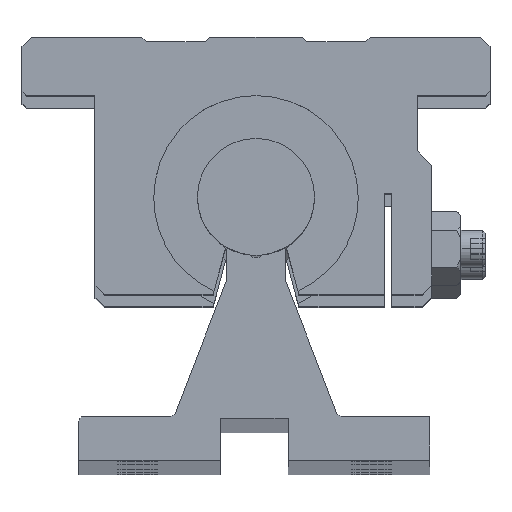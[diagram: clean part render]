
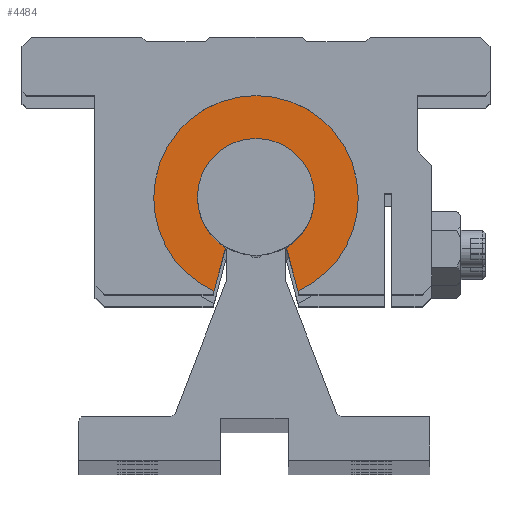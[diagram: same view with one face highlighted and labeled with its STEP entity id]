
A CAD part, top view. The second image highlights one B-rep face of the part: STEP entity #4484.
In plain terms, the highlighted planar face has unit normal (0, 0, 1).
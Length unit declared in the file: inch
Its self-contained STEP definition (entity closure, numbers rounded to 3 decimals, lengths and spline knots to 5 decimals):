
#63 = ORIENTED_EDGE ( 'NONE', *, *, #205, .T. ) ;
#68 = DIRECTION ( 'NONE',  ( 0., 0., 1. ) ) ;
#167 = AXIS2_PLACEMENT_3D ( 'NONE', #4454, #820, #2080 ) ;
#205 = EDGE_CURVE ( 'NONE', #2067, #1151, #1732, .T. ) ;
#509 = AXIS2_PLACEMENT_3D ( 'NONE', #1120, #2726, #2326 ) ;
#535 = CARTESIAN_POINT ( 'NONE',  ( -0.43701, 0., -0.15 ) ) ;
#557 = LINE ( 'NONE', #1763, #2931 ) ;
#719 = CARTESIAN_POINT ( 'NONE',  ( -0.17955, -0.39842, -0.15 ) ) ;
#763 = CIRCLE ( 'NONE', #167, 0.43701 ) ;
#820 = DIRECTION ( 'NONE',  ( 0., 0., 1. ) ) ;
#882 = EDGE_CURVE ( 'NONE', #1818, #2252, #2901, .T. ) ;
#894 = ORIENTED_EDGE ( 'NONE', *, *, #882, .T. ) ;
#919 = DIRECTION ( 'NONE',  ( 0.259, -0.966, 0. ) ) ;
#1007 = ORIENTED_EDGE ( 'NONE', *, *, #4600, .T. ) ;
#1056 = DIRECTION ( 'NONE',  ( 1., 0., 0. ) ) ;
#1092 = AXIS2_PLACEMENT_3D ( 'NONE', #4517, #2947, #3734 ) ;
#1120 = CARTESIAN_POINT ( 'NONE',  ( 0., 0., -0.15 ) ) ;
#1151 = VERTEX_POINT ( 'NONE', #5139 ) ;
#1339 = DIRECTION ( 'NONE',  ( 0.259, 0.966, 0. ) ) ;
#1373 = DIRECTION ( 'NONE',  ( 1., 0., 0. ) ) ;
#1479 = CARTESIAN_POINT ( 'NONE',  ( 0.12997, -0.21356, -0.15 ) ) ;
#1503 = VERTEX_POINT ( 'NONE', #1846 ) ;
#1569 = CARTESIAN_POINT ( 'NONE',  ( 0.43701, 0., -0.15 ) ) ;
#1602 = DIRECTION ( 'NONE',  ( 1., 0., 0. ) ) ;
#1660 = CARTESIAN_POINT ( 'NONE',  ( 0.17955, -0.39842, -0.15 ) ) ;
#1714 = EDGE_CURVE ( 'NONE', #2000, #2067, #4516, .T. ) ;
#1732 = CIRCLE ( 'NONE', #4292, 0.25 ) ;
#1763 = CARTESIAN_POINT ( 'NONE',  ( 0.12997, -0.21356, -0.15 ) ) ;
#1818 = VERTEX_POINT ( 'NONE', #1660 ) ;
#1846 = CARTESIAN_POINT ( 'NONE',  ( 0.25, 0., -0.15 ) ) ;
#2000 = VERTEX_POINT ( 'NONE', #719 ) ;
#2067 = VERTEX_POINT ( 'NONE', #2178 ) ;
#2080 = DIRECTION ( 'NONE',  ( 1., 0., 0. ) ) ;
#2103 = CIRCLE ( 'NONE', #509, 0.25 ) ;
#2178 = CARTESIAN_POINT ( 'NONE',  ( -0.12997, -0.21356, -0.15 ) ) ;
#2252 = VERTEX_POINT ( 'NONE', #1569 ) ;
#2326 = DIRECTION ( 'NONE',  ( 1., 0., 0. ) ) ;
#2432 = CIRCLE ( 'NONE', #1092, 0.43701 ) ;
#2697 = PLANE ( 'NONE',  #3462 ) ;
#2726 = DIRECTION ( 'NONE',  ( 0., 0., -1. ) ) ;
#2877 = CIRCLE ( 'NONE', #5109, 0.25 ) ;
#2901 = CIRCLE ( 'NONE', #5142, 0.43701 ) ;
#2931 = VECTOR ( 'NONE', #919, 39.37008 ) ;
#2947 = DIRECTION ( 'NONE',  ( 0., 0., 1. ) ) ;
#3159 = DIRECTION ( 'NONE',  ( 0., 0., -1. ) ) ;
#3462 = AXIS2_PLACEMENT_3D ( 'NONE', #4327, #5136, #1056 ) ;
#3477 = ORIENTED_EDGE ( 'NONE', *, *, #4724, .T. ) ;
#3611 = EDGE_LOOP ( 'NONE', ( #894, #3477, #1007, #5094, #63, #4011, #3717, #5033 ) ) ;
#3682 = CARTESIAN_POINT ( 'NONE',  ( 0., 0., -0.15 ) ) ;
#3717 = ORIENTED_EDGE ( 'NONE', *, *, #4548, .T. ) ;
#3734 = DIRECTION ( 'NONE',  ( 1., 0., 0. ) ) ;
#3783 = CARTESIAN_POINT ( 'NONE',  ( -0.17955, -0.39842, -0.15 ) ) ;
#3866 = VERTEX_POINT ( 'NONE', #1479 ) ;
#4011 = ORIENTED_EDGE ( 'NONE', *, *, #4051, .T. ) ;
#4051 = EDGE_CURVE ( 'NONE', #1151, #1503, #2877, .T. ) ;
#4116 = DIRECTION ( 'NONE',  ( 1., 0., 0. ) ) ;
#4292 = AXIS2_PLACEMENT_3D ( 'NONE', #5257, #3159, #1602 ) ;
#4327 = CARTESIAN_POINT ( 'NONE',  ( -0.44225, -0.40344, -0.15 ) ) ;
#4447 = DIRECTION ( 'NONE',  ( 0., 0., -1. ) ) ;
#4454 = CARTESIAN_POINT ( 'NONE',  ( 0., 0., -0.15 ) ) ;
#4484 = ADVANCED_FACE ( 'NONE', ( #5193 ), #2697, .T. ) ;
#4516 = LINE ( 'NONE', #3783, #5049 ) ;
#4517 = CARTESIAN_POINT ( 'NONE',  ( 0., 0., -0.15 ) ) ;
#4548 = EDGE_CURVE ( 'NONE', #1503, #3866, #2103, .T. ) ;
#4600 = EDGE_CURVE ( 'NONE', #5043, #2000, #763, .T. ) ;
#4724 = EDGE_CURVE ( 'NONE', #2252, #5043, #2432, .T. ) ;
#4858 = CARTESIAN_POINT ( 'NONE',  ( 0., 0., -0.15 ) ) ;
#4948 = EDGE_CURVE ( 'NONE', #3866, #1818, #557, .T. ) ;
#5033 = ORIENTED_EDGE ( 'NONE', *, *, #4948, .T. ) ;
#5043 = VERTEX_POINT ( 'NONE', #535 ) ;
#5049 = VECTOR ( 'NONE', #1339, 39.37008 ) ;
#5094 = ORIENTED_EDGE ( 'NONE', *, *, #1714, .T. ) ;
#5109 = AXIS2_PLACEMENT_3D ( 'NONE', #4858, #4447, #4116 ) ;
#5136 = DIRECTION ( 'NONE',  ( 0., 0., 1. ) ) ;
#5139 = CARTESIAN_POINT ( 'NONE',  ( -0.25, 0., -0.15 ) ) ;
#5142 = AXIS2_PLACEMENT_3D ( 'NONE', #3682, #68, #1373 ) ;
#5193 = FACE_OUTER_BOUND ( 'NONE', #3611, .T. ) ;
#5257 = CARTESIAN_POINT ( 'NONE',  ( 0., 0., -0.15 ) ) ;
